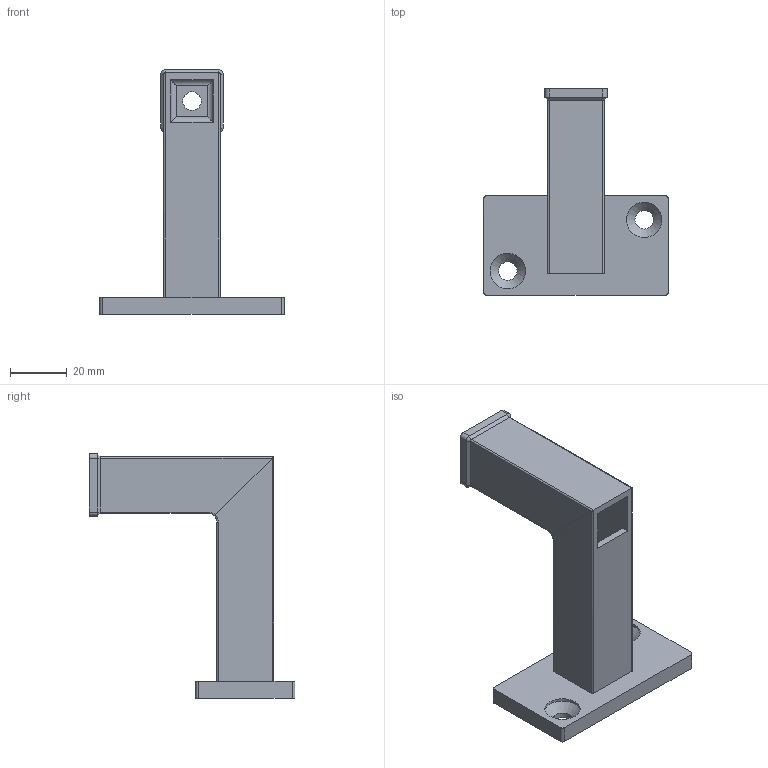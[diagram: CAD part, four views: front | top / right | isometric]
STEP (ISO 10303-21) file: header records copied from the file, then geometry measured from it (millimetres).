
FILE_DESCRIPTION (( 'STEP AP203' ), '1' );
FILE_NAME ('51261-240.STEP', '2022-07-08T08:00:53', ( '' ), ( '' ), 'SwSTEP 2.0', 'SolidWorks 2018', '' );
FILE_SCHEMA (( 'CONFIG_CONTROL_DESIGN' ));
Length unit declared in the file: millimetre
Products named in the file (1): 51261-240
Bounding box: 65 x 72.5 x 86 mm (x, y, z)
Volume: 34702.6 mm3; surface area: 23195.9 mm2
Topology: 1 solids, 1 shells, 292 faces, 759 edges, 495 vertices
Faces by surface type: plane 166, bspline 86, cylinder 30, cone 6, torus 4
Full cylindrical faces by diameter (mm): 6.5 x3, 12.5 x2
Entity records: 13506 total; most frequent: CARTESIAN_POINT 6878, ORIENTED_EDGE 1498, DIRECTION 1041, EDGE_CURVE 749, VECTOR 515, LINE 515, VERTEX_POINT 492, EDGE_LOOP 331
